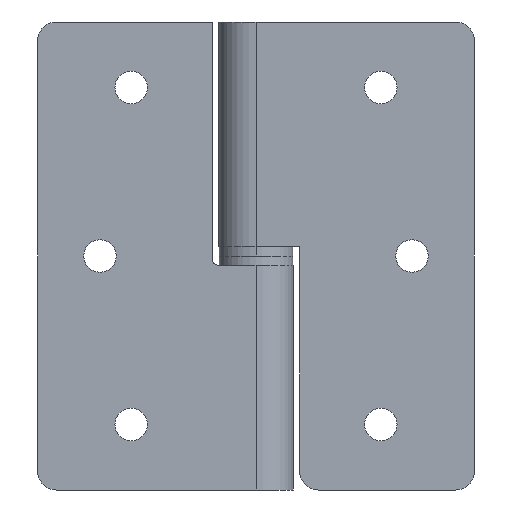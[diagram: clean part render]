
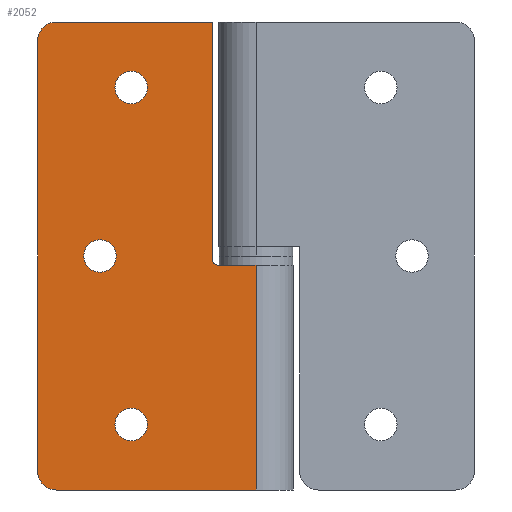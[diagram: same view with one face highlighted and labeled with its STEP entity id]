
A CAD part, front view. The second image highlights one B-rep face of the part: STEP entity #2052.
In plain terms, the highlighted planar face has unit normal (0, -1, 0).
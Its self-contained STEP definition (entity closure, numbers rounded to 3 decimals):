
#90 = VECTOR ( 'NONE', #3391, 1000. ) ;
#99 = AXIS2_PLACEMENT_3D ( 'NONE', #3195, #3194, #3193 ) ;
#101 = CIRCLE ( 'NONE', #148, 2.6 ) ;
#111 = AXIS2_PLACEMENT_3D ( 'NONE', #3188, #3187, #3186 ) ;
#117 = CIRCLE ( 'NONE', #129, 2.6 ) ;
#118 = VECTOR ( 'NONE', #3177, 1000. ) ;
#119 = CIRCLE ( 'NONE', #99, 3. ) ;
#124 = AXIS2_PLACEMENT_3D ( 'NONE', #3198, #3197, #3196 ) ;
#126 = VECTOR ( 'NONE', #3200, 1000. ) ;
#127 = VECTOR ( 'NONE', #3189, 1000. ) ;
#129 = AXIS2_PLACEMENT_3D ( 'NONE', #3165, #3164, #3163 ) ;
#134 = CIRCLE ( 'NONE', #124, 1. ) ;
#135 = AXIS2_PLACEMENT_3D ( 'NONE', #3185, #3184, #3183 ) ;
#138 = CIRCLE ( 'NONE', #135, 3. ) ;
#148 = AXIS2_PLACEMENT_3D ( 'NONE', #3171, #3170, #3168 ) ;
#156 = CIRCLE ( 'NONE', #111, 2.6 ) ;
#223 = VECTOR ( 'NONE', #1923, 1000. ) ;
#240 = AXIS2_PLACEMENT_3D ( 'NONE', #1787, #1877, #1878 ) ;
#249 = CIRCLE ( 'NONE', #240, 2.6 ) ;
#252 = VECTOR ( 'NONE', #1808, 1000. ) ;
#346 = LINE ( 'NONE', #1804, #252 ) ;
#352 = LINE ( 'NONE', #1931, #223 ) ;
#396 = LINE ( 'NONE', #3537, #90 ) ;
#457 = FACE_BOUND ( 'NONE', #2326, .T. ) ;
#458 = FACE_BOUND ( 'NONE', #2318, .T. ) ;
#459 = FACE_BOUND ( 'NONE', #1389, .T. ) ;
#460 = FACE_OUTER_BOUND ( 'NONE', #1388, .T. ) ;
#558 = LINE ( 'NONE', #3201, #126 ) ;
#559 = LINE ( 'NONE', #3190, #127 ) ;
#560 = LINE ( 'NONE', #3182, #118 ) ;
#818 = VERTEX_POINT ( 'NONE', #2636 ) ;
#819 = VERTEX_POINT ( 'NONE', #2626 ) ;
#822 = VERTEX_POINT ( 'NONE', #2612 ) ;
#824 = VERTEX_POINT ( 'NONE', #2551 ) ;
#825 = VERTEX_POINT ( 'NONE', #2635 ) ;
#829 = VERTEX_POINT ( 'NONE', #2560 ) ;
#830 = VERTEX_POINT ( 'NONE', #2568 ) ;
#852 = VERTEX_POINT ( 'NONE', #2613 ) ;
#860 = VERTEX_POINT ( 'NONE', #2564 ) ;
#865 = VERTEX_POINT ( 'NONE', #2521 ) ;
#866 = VERTEX_POINT ( 'NONE', #2577 ) ;
#868 = VERTEX_POINT ( 'NONE', #2634 ) ;
#893 = VERTEX_POINT ( 'NONE', #2622 ) ;
#903 = VERTEX_POINT ( 'NONE', #2648 ) ;
#920 = VERTEX_POINT ( 'NONE', #2525 ) ;
#1036 = AXIS2_PLACEMENT_3D ( 'NONE', #1788, #1784, #1783 ) ;
#1056 = CIRCLE ( 'NONE', #1036, 2.6 ) ;
#1057 = CIRCLE ( 'NONE', #1095, 2.6 ) ;
#1095 = AXIS2_PLACEMENT_3D ( 'NONE', #1697, #1696, #1695 ) ;
#1212 = EDGE_CURVE ( 'NONE', #868, #893, #1056, .T. ) ;
#1229 = EDGE_CURVE ( 'NONE', #865, #825, #1057, .T. ) ;
#1274 = EDGE_CURVE ( 'NONE', #830, #829, #346, .T. ) ;
#1287 = EDGE_CURVE ( 'NONE', #860, #903, #249, .T. ) ;
#1289 = EDGE_CURVE ( 'NONE', #866, #920, #352, .T. ) ;
#1388 = EDGE_LOOP ( 'NONE', ( #2702, #2706, #2704, #2707, #2709, #2708, #2710, #2711, #2712 ) ) ;
#1389 = EDGE_LOOP ( 'NONE', ( #2700, #2705 ) ) ;
#1695 = DIRECTION ( 'NONE',  ( 0., 0., 1. ) ) ;
#1696 = DIRECTION ( 'NONE',  ( 0., 1., 0. ) ) ;
#1697 = CARTESIAN_POINT ( 'NONE',  ( -20., -6., 27. ) ) ;
#1783 = DIRECTION ( 'NONE',  ( 0., 0., 1. ) ) ;
#1784 = DIRECTION ( 'NONE',  ( 0., 1., 0. ) ) ;
#1787 = CARTESIAN_POINT ( 'NONE',  ( -20., -6., -27. ) ) ;
#1788 = CARTESIAN_POINT ( 'NONE',  ( -25., -6., 0. ) ) ;
#1804 = CARTESIAN_POINT ( 'NONE',  ( 0., -6., 37.5 ) ) ;
#1808 = DIRECTION ( 'NONE',  ( 1., 0., 0. ) ) ;
#1877 = DIRECTION ( 'NONE',  ( 0., 1., 0. ) ) ;
#1878 = DIRECTION ( 'NONE',  ( 0., 0., 1. ) ) ;
#1923 = DIRECTION ( 'NONE',  ( 1., 0., 0. ) ) ;
#1931 = CARTESIAN_POINT ( 'NONE',  ( 0., -6., -37.5 ) ) ;
#2006 = EDGE_CURVE ( 'NONE', #822, #824, #396, .T. ) ;
#2052 = ADVANCED_FACE ( 'NONE', ( #457, #458, #459, #460 ), #3456, .F. ) ;
#2116 = EDGE_CURVE ( 'NONE', #818, #829, #558, .T. ) ;
#2117 = EDGE_CURVE ( 'NONE', #852, #818, #134, .T. ) ;
#2118 = EDGE_CURVE ( 'NONE', #824, #866, #119, .T. ) ;
#2119 = EDGE_CURVE ( 'NONE', #819, #920, #559, .T. ) ;
#2120 = EDGE_CURVE ( 'NONE', #893, #868, #156, .T. ) ;
#2121 = EDGE_CURVE ( 'NONE', #830, #822, #138, .T. ) ;
#2122 = EDGE_CURVE ( 'NONE', #819, #852, #560, .T. ) ;
#2123 = EDGE_CURVE ( 'NONE', #825, #865, #101, .T. ) ;
#2125 = EDGE_CURVE ( 'NONE', #903, #860, #117, .T. ) ;
#2318 = EDGE_LOOP ( 'NONE', ( #2699, #2703 ) ) ;
#2326 = EDGE_LOOP ( 'NONE', ( #2698, #2701 ) ) ;
#2521 = CARTESIAN_POINT ( 'NONE',  ( -20., -6., 24.4 ) ) ;
#2525 = CARTESIAN_POINT ( 'NONE',  ( 0., -6., -37.5 ) ) ;
#2551 = CARTESIAN_POINT ( 'NONE',  ( -35., -6., -34.5 ) ) ;
#2560 = CARTESIAN_POINT ( 'NONE',  ( -7., -6., 37.5 ) ) ;
#2564 = CARTESIAN_POINT ( 'NONE',  ( -20., -6., -29.6 ) ) ;
#2568 = CARTESIAN_POINT ( 'NONE',  ( -32., -6., 37.5 ) ) ;
#2577 = CARTESIAN_POINT ( 'NONE',  ( -32., -6., -37.5 ) ) ;
#2612 = CARTESIAN_POINT ( 'NONE',  ( -35., -6., 34.5 ) ) ;
#2613 = CARTESIAN_POINT ( 'NONE',  ( -6., -6., -1.5 ) ) ;
#2622 = CARTESIAN_POINT ( 'NONE',  ( -25., -6., 2.6 ) ) ;
#2626 = CARTESIAN_POINT ( 'NONE',  ( 0., -6., -1.5 ) ) ;
#2634 = CARTESIAN_POINT ( 'NONE',  ( -25., -6., -2.6 ) ) ;
#2635 = CARTESIAN_POINT ( 'NONE',  ( -20., -6., 29.6 ) ) ;
#2636 = CARTESIAN_POINT ( 'NONE',  ( -7., -6., -0.5 ) ) ;
#2648 = CARTESIAN_POINT ( 'NONE',  ( -20., -6., -24.4 ) ) ;
#2698 = ORIENTED_EDGE ( 'NONE', *, *, #2125, .T. ) ;
#2699 = ORIENTED_EDGE ( 'NONE', *, *, #2120, .T. ) ;
#2700 = ORIENTED_EDGE ( 'NONE', *, *, #2123, .T. ) ;
#2701 = ORIENTED_EDGE ( 'NONE', *, *, #1287, .T. ) ;
#2702 = ORIENTED_EDGE ( 'NONE', *, *, #2006, .T. ) ;
#2703 = ORIENTED_EDGE ( 'NONE', *, *, #1212, .T. ) ;
#2704 = ORIENTED_EDGE ( 'NONE', *, *, #1289, .T. ) ;
#2705 = ORIENTED_EDGE ( 'NONE', *, *, #1229, .T. ) ;
#2706 = ORIENTED_EDGE ( 'NONE', *, *, #2118, .T. ) ;
#2707 = ORIENTED_EDGE ( 'NONE', *, *, #2119, .F. ) ;
#2708 = ORIENTED_EDGE ( 'NONE', *, *, #2117, .T. ) ;
#2709 = ORIENTED_EDGE ( 'NONE', *, *, #2122, .T. ) ;
#2710 = ORIENTED_EDGE ( 'NONE', *, *, #2116, .T. ) ;
#2711 = ORIENTED_EDGE ( 'NONE', *, *, #1274, .F. ) ;
#2712 = ORIENTED_EDGE ( 'NONE', *, *, #2121, .T. ) ;
#3044 = AXIS2_PLACEMENT_3D ( 'NONE', #3455, #3454, #3453 ) ;
#3163 = DIRECTION ( 'NONE',  ( 0., 0., 1. ) ) ;
#3164 = DIRECTION ( 'NONE',  ( 0., 1., 0. ) ) ;
#3165 = CARTESIAN_POINT ( 'NONE',  ( -20., -6., -27. ) ) ;
#3168 = DIRECTION ( 'NONE',  ( 0., 0., 1. ) ) ;
#3170 = DIRECTION ( 'NONE',  ( 0., 1., 0. ) ) ;
#3171 = CARTESIAN_POINT ( 'NONE',  ( -20., -6., 27. ) ) ;
#3177 = DIRECTION ( 'NONE',  ( -1., 0., 0. ) ) ;
#3182 = CARTESIAN_POINT ( 'NONE',  ( 0., -6., -1.5 ) ) ;
#3183 = DIRECTION ( 'NONE',  ( -1., 0., 0. ) ) ;
#3184 = DIRECTION ( 'NONE',  ( 0., -1., 0. ) ) ;
#3185 = CARTESIAN_POINT ( 'NONE',  ( -32., -6., 34.5 ) ) ;
#3186 = DIRECTION ( 'NONE',  ( 0., 0., 1. ) ) ;
#3187 = DIRECTION ( 'NONE',  ( 0., 1., 0. ) ) ;
#3188 = CARTESIAN_POINT ( 'NONE',  ( -25., -6., 0. ) ) ;
#3189 = DIRECTION ( 'NONE',  ( 0., 0., -1. ) ) ;
#3190 = CARTESIAN_POINT ( 'NONE',  ( 0., -6., 37.5 ) ) ;
#3193 = DIRECTION ( 'NONE',  ( -1., 0., 0. ) ) ;
#3194 = DIRECTION ( 'NONE',  ( 0., -1., 0. ) ) ;
#3195 = CARTESIAN_POINT ( 'NONE',  ( -32., -6., -34.5 ) ) ;
#3196 = DIRECTION ( 'NONE',  ( -1., 0., 0. ) ) ;
#3197 = DIRECTION ( 'NONE',  ( 0., 1., 0. ) ) ;
#3198 = CARTESIAN_POINT ( 'NONE',  ( -6., -6., -0.5 ) ) ;
#3200 = DIRECTION ( 'NONE',  ( 0., 0., 1. ) ) ;
#3201 = CARTESIAN_POINT ( 'NONE',  ( -7., -6., 37.5 ) ) ;
#3391 = DIRECTION ( 'NONE',  ( 0., 0., -1. ) ) ;
#3453 = DIRECTION ( 'NONE',  ( -1., 0., 0. ) ) ;
#3454 = DIRECTION ( 'NONE',  ( 0., 1., 0. ) ) ;
#3455 = CARTESIAN_POINT ( 'NONE',  ( 0., -6., 37.5 ) ) ;
#3456 = PLANE ( 'NONE',  #3044 ) ;
#3537 = CARTESIAN_POINT ( 'NONE',  ( -35., -6., 37.5 ) ) ;
